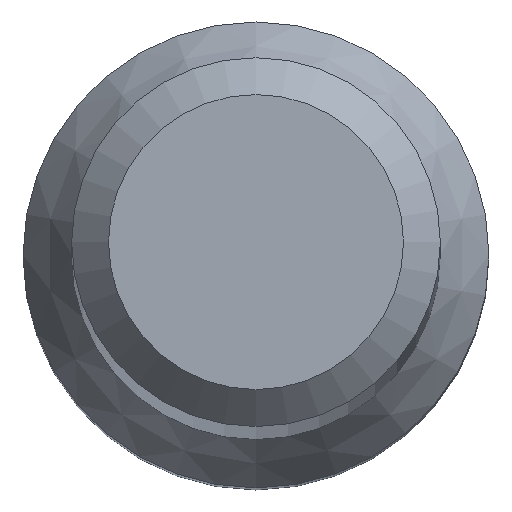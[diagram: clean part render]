
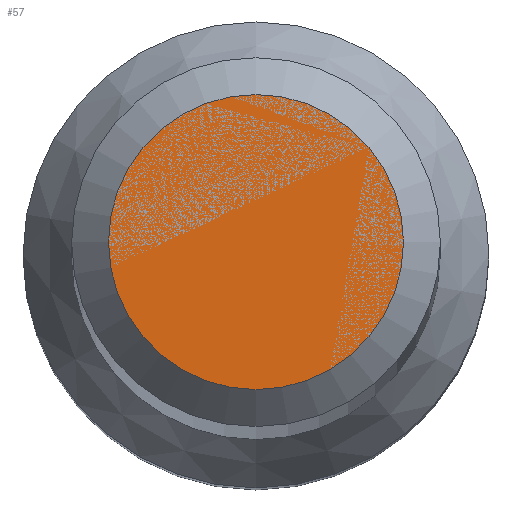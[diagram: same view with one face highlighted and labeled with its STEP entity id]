
A CAD part, top view. The second image highlights one B-rep face of the part: STEP entity #57.
In plain terms, the highlighted planar face has unit normal (0, 0, 1).
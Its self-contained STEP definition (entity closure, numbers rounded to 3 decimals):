
#9 = VERTEX_POINT ( 'NONE', #251 ) ;
#11 = DIRECTION ( 'NONE',  ( 0., 0., -1. ) ) ;
#35 = FACE_OUTER_BOUND ( 'NONE', #164, .T. ) ;
#51 = EDGE_CURVE ( 'NONE', #9, #9, #266, .T. ) ;
#57 = ADVANCED_FACE ( 'NONE', ( #35 ), #136, .F. ) ;
#74 = ORIENTED_EDGE ( 'NONE', *, *, #51, .F. ) ;
#92 = DIRECTION ( 'NONE',  ( 0., 1., 0. ) ) ;
#136 = PLANE ( 'NONE',  #260 ) ;
#164 = EDGE_LOOP ( 'NONE', ( #74 ) ) ;
#173 = AXIS2_PLACEMENT_3D ( 'NONE', #246, #228, #181 ) ;
#181 = DIRECTION ( 'NONE',  ( 0., 1., 0. ) ) ;
#228 = DIRECTION ( 'NONE',  ( 0., 0., -1. ) ) ;
#232 = CARTESIAN_POINT ( 'NONE',  ( 0., 0., 70. ) ) ;
#246 = CARTESIAN_POINT ( 'NONE',  ( 0., 0., 70. ) ) ;
#251 = CARTESIAN_POINT ( 'NONE',  ( 0., 1.2, 70. ) ) ;
#260 = AXIS2_PLACEMENT_3D ( 'NONE', #232, #11, #92 ) ;
#266 = CIRCLE ( 'NONE', #173, 1.2 ) ;
